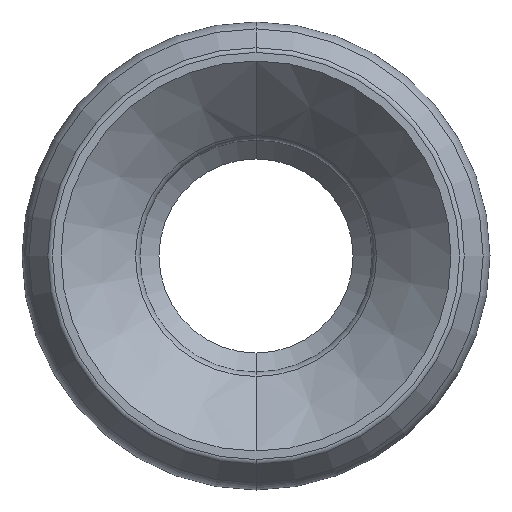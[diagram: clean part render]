
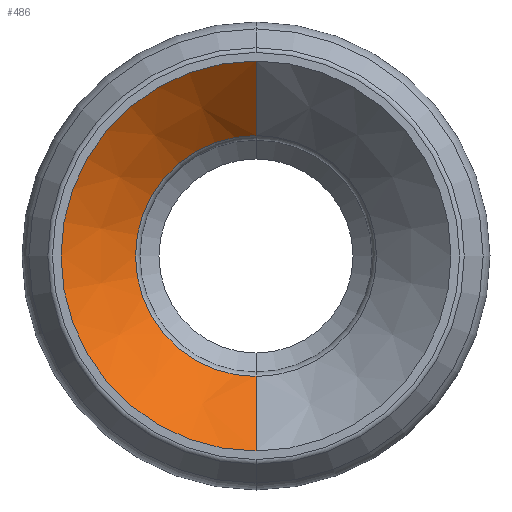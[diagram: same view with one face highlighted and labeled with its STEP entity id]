
A CAD part, front view. The second image highlights one B-rep face of the part: STEP entity #486.
In plain terms, the highlighted conical face has half-angle 45 degrees and reference radius 10.25 mm.
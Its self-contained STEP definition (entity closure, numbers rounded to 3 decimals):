
#28 = CARTESIAN_POINT ( 'NONE',  ( 0., -11.85, 10.25 ) ) ;
#33 = AXIS2_PLACEMENT_3D ( 'NONE', #879, #884, #928 ) ;
#37 = VERTEX_POINT ( 'NONE', #1729 ) ;
#113 = CARTESIAN_POINT ( 'NONE',  ( 0., -7.934, 0. ) ) ;
#141 = EDGE_LOOP ( 'NONE', ( #871, #396, #1753, #626 ) ) ;
#148 = DIRECTION ( 'NONE',  ( 0., 1., 0. ) ) ;
#161 = DIRECTION ( 'NONE',  ( 0., 0., 1. ) ) ;
#174 = VERTEX_POINT ( 'NONE', #1387 ) ;
#244 = AXIS2_PLACEMENT_3D ( 'NONE', #113, #148, #161 ) ;
#245 = CIRCLE ( 'NONE', #244, 6.334 ) ;
#277 = VERTEX_POINT ( 'NONE', #940 ) ;
#380 = CIRCLE ( 'NONE', #33, 10.25 ) ;
#396 = ORIENTED_EDGE ( 'NONE', *, *, #1059, .T. ) ;
#486 = ADVANCED_FACE ( 'NONE', ( #1036 ), #1734, .F. ) ;
#543 = DIRECTION ( 'NONE',  ( 0., -0.707, 0.707 ) ) ;
#626 = ORIENTED_EDGE ( 'NONE', *, *, #1473, .F. ) ;
#642 = LINE ( 'NONE', #28, #913 ) ;
#675 = DIRECTION ( 'NONE',  ( 0., -0.707, -0.707 ) ) ;
#736 = CARTESIAN_POINT ( 'NONE',  ( 0., -11.85, -10.25 ) ) ;
#871 = ORIENTED_EDGE ( 'NONE', *, *, #1056, .T. ) ;
#879 = CARTESIAN_POINT ( 'NONE',  ( 0., -11.85, 0. ) ) ;
#884 = DIRECTION ( 'NONE',  ( 0., 1., 0. ) ) ;
#913 = VECTOR ( 'NONE', #543, 1000. ) ;
#928 = DIRECTION ( 'NONE',  ( 0., 0., 1. ) ) ;
#940 = CARTESIAN_POINT ( 'NONE',  ( 0., -7.934, 6.334 ) ) ;
#1011 = LINE ( 'NONE', #736, #1757 ) ;
#1036 = FACE_OUTER_BOUND ( 'NONE', #141, .T. ) ;
#1056 = EDGE_CURVE ( 'NONE', #1692, #277, #245, .T. ) ;
#1059 = EDGE_CURVE ( 'NONE', #277, #174, #642, .T. ) ;
#1099 = DIRECTION ( 'NONE',  ( 0., 0., -1. ) ) ;
#1103 = CARTESIAN_POINT ( 'NONE',  ( 0., -11.85, 0. ) ) ;
#1112 = CARTESIAN_POINT ( 'NONE',  ( 0., -7.934, -6.334 ) ) ;
#1137 = DIRECTION ( 'NONE',  ( 0., -1., 0. ) ) ;
#1387 = CARTESIAN_POINT ( 'NONE',  ( 0., -11.85, 10.25 ) ) ;
#1461 = EDGE_CURVE ( 'NONE', #37, #174, #380, .T. ) ;
#1473 = EDGE_CURVE ( 'NONE', #1692, #37, #1011, .T. ) ;
#1544 = AXIS2_PLACEMENT_3D ( 'NONE', #1103, #1137, #1099 ) ;
#1692 = VERTEX_POINT ( 'NONE', #1112 ) ;
#1729 = CARTESIAN_POINT ( 'NONE',  ( 0., -11.85, -10.25 ) ) ;
#1734 = CONICAL_SURFACE ( 'NONE', #1544, 10.25, 0.785 ) ;
#1753 = ORIENTED_EDGE ( 'NONE', *, *, #1461, .F. ) ;
#1757 = VECTOR ( 'NONE', #675, 1000. ) ;
